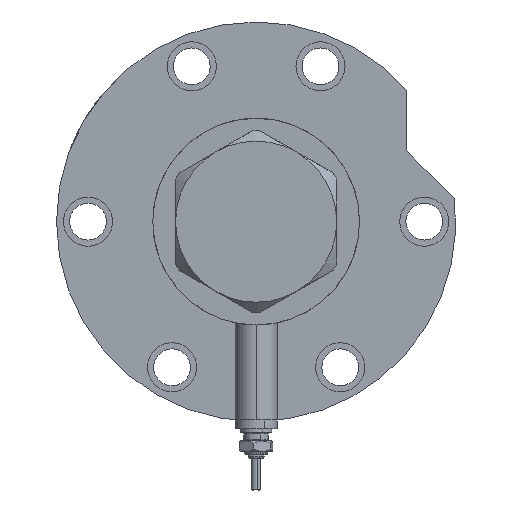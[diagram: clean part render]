
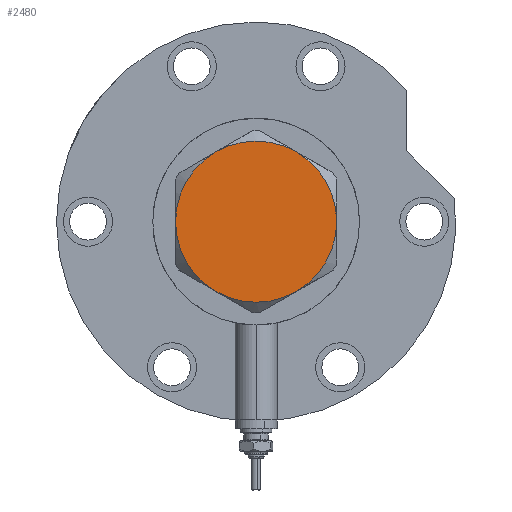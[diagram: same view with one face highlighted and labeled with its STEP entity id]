
A CAD part, left-side view. The second image highlights one B-rep face of the part: STEP entity #2480.
In plain terms, the highlighted face is planar.
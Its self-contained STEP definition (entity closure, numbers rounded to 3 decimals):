
#165 = EDGE_CURVE ( 'NONE', #392, #1523, #7507, .T. ) ;
#249 = AXIS2_PLACEMENT_3D ( 'NONE', #3279, #1687, #6299 ) ;
#392 = VERTEX_POINT ( 'NONE', #3559 ) ;
#558 = EDGE_CURVE ( 'NONE', #1523, #1894, #7378, .T. ) ;
#739 = VERTEX_POINT ( 'NONE', #2078 ) ;
#919 = AXIS2_PLACEMENT_3D ( 'NONE', #4687, #1450, #6618 ) ;
#982 = CIRCLE ( 'NONE', #2466, 23. ) ;
#1014 = DIRECTION ( 'NONE',  ( 1., 0., 0. ) ) ;
#1073 = FACE_OUTER_BOUND ( 'NONE', #7468, .T. ) ;
#1450 = DIRECTION ( 'NONE',  ( 0., 0., 1. ) ) ;
#1523 = VERTEX_POINT ( 'NONE', #2712 ) ;
#1636 = CARTESIAN_POINT ( 'NONE',  ( 0., 0., 13. ) ) ;
#1687 = DIRECTION ( 'NONE',  ( 0., 0., 1. ) ) ;
#1697 = EDGE_CURVE ( 'NONE', #7620, #7123, #2816, .T. ) ;
#1870 = PLANE ( 'NONE',  #7541 ) ;
#1894 = VERTEX_POINT ( 'NONE', #6818 ) ;
#2078 = CARTESIAN_POINT ( 'NONE',  ( -11.5, -19.919, 13. ) ) ;
#2351 = CARTESIAN_POINT ( 'NONE',  ( 0., 0., 13. ) ) ;
#2369 = DIRECTION ( 'NONE',  ( 1., 0., 0. ) ) ;
#2466 = AXIS2_PLACEMENT_3D ( 'NONE', #6259, #5624, #2369 ) ;
#2480 = ADVANCED_FACE ( 'NONE', ( #1073 ), #1870, .T. ) ;
#2530 = CARTESIAN_POINT ( 'NONE',  ( 0., 0., 13. ) ) ;
#2531 = CIRCLE ( 'NONE', #919, 23. ) ;
#2712 = CARTESIAN_POINT ( 'NONE',  ( -11.5, 19.919, 13. ) ) ;
#2816 = CIRCLE ( 'NONE', #5385, 23. ) ;
#2895 = CARTESIAN_POINT ( 'NONE',  ( 23., 0., 13. ) ) ;
#2950 = EDGE_CURVE ( 'NONE', #739, #7620, #2531, .T. ) ;
#3279 = CARTESIAN_POINT ( 'NONE',  ( 0., 0., 13. ) ) ;
#3293 = ORIENTED_EDGE ( 'NONE', *, *, #7841, .T. ) ;
#3359 = ORIENTED_EDGE ( 'NONE', *, *, #2950, .T. ) ;
#3556 = CIRCLE ( 'NONE', #5182, 23. ) ;
#3559 = CARTESIAN_POINT ( 'NONE',  ( 11.5, 19.919, 13. ) ) ;
#3837 = DIRECTION ( 'NONE',  ( 1., 0., 0. ) ) ;
#4224 = DIRECTION ( 'NONE',  ( 0., 0., 1. ) ) ;
#4243 = DIRECTION ( 'NONE',  ( 0., 0., 1. ) ) ;
#4426 = AXIS2_PLACEMENT_3D ( 'NONE', #1636, #4243, #1014 ) ;
#4471 = CARTESIAN_POINT ( 'NONE',  ( 0., 0., 13. ) ) ;
#4655 = ORIENTED_EDGE ( 'NONE', *, *, #165, .T. ) ;
#4687 = CARTESIAN_POINT ( 'NONE',  ( 0., 0., 13. ) ) ;
#4902 = DIRECTION ( 'NONE',  ( 1., 0., 0. ) ) ;
#4956 = CARTESIAN_POINT ( 'NONE',  ( 11.5, -19.919, 13. ) ) ;
#5133 = DIRECTION ( 'NONE',  ( 0., 0., 1. ) ) ;
#5182 = AXIS2_PLACEMENT_3D ( 'NONE', #2530, #5133, #7702 ) ;
#5247 = ORIENTED_EDGE ( 'NONE', *, *, #7678, .T. ) ;
#5385 = AXIS2_PLACEMENT_3D ( 'NONE', #2351, #4224, #4902 ) ;
#5624 = DIRECTION ( 'NONE',  ( 0., 0., 1. ) ) ;
#5702 = ORIENTED_EDGE ( 'NONE', *, *, #1697, .T. ) ;
#6259 = CARTESIAN_POINT ( 'NONE',  ( 0., 0., 13. ) ) ;
#6299 = DIRECTION ( 'NONE',  ( 1., 0., 0. ) ) ;
#6618 = DIRECTION ( 'NONE',  ( 1., 0., 0. ) ) ;
#6818 = CARTESIAN_POINT ( 'NONE',  ( -23., 0., 13. ) ) ;
#7033 = DIRECTION ( 'NONE',  ( 0., 0., 1. ) ) ;
#7123 = VERTEX_POINT ( 'NONE', #2895 ) ;
#7378 = CIRCLE ( 'NONE', #249, 23. ) ;
#7468 = EDGE_LOOP ( 'NONE', ( #5702, #3293, #4655, #7906, #5247, #3359 ) ) ;
#7507 = CIRCLE ( 'NONE', #4426, 23. ) ;
#7541 = AXIS2_PLACEMENT_3D ( 'NONE', #4471, #7033, #3837 ) ;
#7620 = VERTEX_POINT ( 'NONE', #4956 ) ;
#7678 = EDGE_CURVE ( 'NONE', #1894, #739, #982, .T. ) ;
#7702 = DIRECTION ( 'NONE',  ( 1., 0., 0. ) ) ;
#7841 = EDGE_CURVE ( 'NONE', #7123, #392, #3556, .T. ) ;
#7906 = ORIENTED_EDGE ( 'NONE', *, *, #558, .T. ) ;
